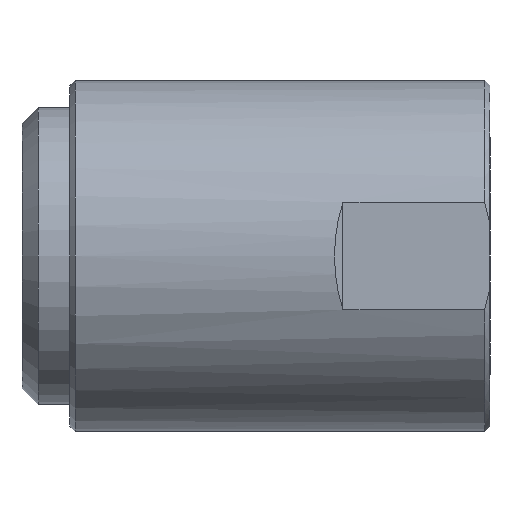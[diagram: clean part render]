
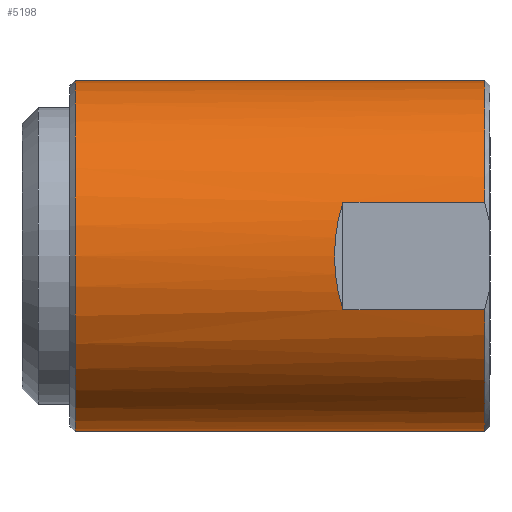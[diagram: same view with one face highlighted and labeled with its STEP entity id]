
A CAD part, front view. The second image highlights one B-rep face of the part: STEP entity #5198.
In plain terms, the highlighted cylindrical face has radius 16.67 mm (diameter 33.34 mm), a partial arc.
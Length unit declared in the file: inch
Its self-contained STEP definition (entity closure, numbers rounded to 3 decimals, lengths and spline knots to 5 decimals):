
#52 = VERTEX_POINT ( 'NONE', #8752 ) ;
#129 = VECTOR ( 'NONE', #2108, 39.37008 ) ;
#496 = CIRCLE ( 'NONE', #4299, 0.6563 ) ;
#515 = CARTESIAN_POINT ( 'NONE',  ( 0., 0., 0. ) ) ;
#528 = CARTESIAN_POINT ( 'NONE',  ( 1.2925, -0.6248, -0.20088 ) ) ;
#532 = CARTESIAN_POINT ( 'NONE',  ( -0.2385, 0., -0.6563 ) ) ;
#1338 = LINE ( 'NONE', #7713, #6149 ) ;
#1510 = CARTESIAN_POINT ( 'NONE',  ( 0.7625, -0.6248, 0.20088 ) ) ;
#1697 = CIRCLE ( 'NONE', #11607, 0.6563 ) ;
#1863 = LINE ( 'NONE', #2745, #3381 ) ;
#2108 = DIRECTION ( 'NONE',  ( -1., 0., 0. ) ) ;
#2260 = ORIENTED_EDGE ( 'NONE', *, *, #7251, .F. ) ;
#2281 = CARTESIAN_POINT ( 'NONE',  ( 0.7625, -0.6248, -0.20088 ) ) ;
#2386 = VERTEX_POINT ( 'NONE', #532 ) ;
#2745 = CARTESIAN_POINT ( 'NONE',  ( 0., 0., 0.6563 ) ) ;
#2770 = DIRECTION ( 'NONE',  ( -1., 0., 0. ) ) ;
#2997 = CARTESIAN_POINT ( 'NONE',  ( 0., 0., -0.6563 ) ) ;
#3316 = CYLINDRICAL_SURFACE ( 'NONE', #5227, 0.6563 ) ;
#3321 = DIRECTION ( 'NONE',  ( -1., 0., 0. ) ) ;
#3349 = CARTESIAN_POINT ( 'NONE',  ( 0.72015, -0.66715, -0.06917 ) ) ;
#3353 = DIRECTION ( 'NONE',  ( 1., 0., 0. ) ) ;
#3381 = VECTOR ( 'NONE', #4458, 39.37008 ) ;
#3385 = EDGE_CURVE ( 'NONE', #6385, #4157, #1338, .T. ) ;
#3439 = ORIENTED_EDGE ( 'NONE', *, *, #8377, .F. ) ;
#3517 = CARTESIAN_POINT ( 'NONE',  ( 1.2925, 0., -0.6563 ) ) ;
#3546 = DIRECTION ( 'NONE',  ( 0., 0., 1. ) ) ;
#4157 = VERTEX_POINT ( 'NONE', #528 ) ;
#4189 = CARTESIAN_POINT ( 'NONE',  ( 1.2925, -0.6248, 0.20088 ) ) ;
#4299 = AXIS2_PLACEMENT_3D ( 'NONE', #11227, #7349, #7521 ) ;
#4458 = DIRECTION ( 'NONE',  ( -1., 0., 0. ) ) ;
#4632 = ORIENTED_EDGE ( 'NONE', *, *, #5508, .F. ) ;
#4805 = ORIENTED_EDGE ( 'NONE', *, *, #6526, .T. ) ;
#4853 = DIRECTION ( 'NONE',  ( 0., 0., 1. ) ) ;
#4915 = DIRECTION ( 'NONE',  ( -1., 0., 0. ) ) ;
#4999 = EDGE_CURVE ( 'NONE', #11174, #11407, #1863, .T. ) ;
#5094 = DIRECTION ( 'NONE',  ( -1., 0., 0. ) ) ;
#5198 = ADVANCED_FACE ( 'NONE', ( #9642 ), #3316, .T. ) ;
#5227 = AXIS2_PLACEMENT_3D ( 'NONE', #515, #5094, #6952 ) ;
#5327 = ORIENTED_EDGE ( 'NONE', *, *, #8867, .F. ) ;
#5508 = EDGE_CURVE ( 'NONE', #7051, #52, #6405, .T. ) ;
#5680 = ORIENTED_EDGE ( 'NONE', *, *, #4999, .T. ) ;
#6043 = AXIS2_PLACEMENT_3D ( 'NONE', #10420, #4915, #4853 ) ;
#6149 = VECTOR ( 'NONE', #3353, 39.37008 ) ;
#6154 = CARTESIAN_POINT ( 'NONE',  ( -0.2385, 0., 0.6563 ) ) ;
#6333 = VERTEX_POINT ( 'NONE', #3517 ) ;
#6385 = VERTEX_POINT ( 'NONE', #8308 ) ;
#6405 = LINE ( 'NONE', #9039, #10310 ) ;
#6526 = EDGE_CURVE ( 'NONE', #7051, #11174, #496, .T. ) ;
#6827 =( BOUNDED_CURVE ( )  B_SPLINE_CURVE ( 3, ( #1510, #9732, #3349, #2281 ),
 .UNSPECIFIED., .F., .T. ) 
 B_SPLINE_CURVE_WITH_KNOTS ( ( 4, 4 ),
 ( 5.97211, 6.59426 ),
 .UNSPECIFIED. ) 
 CURVE ( )  GEOMETRIC_REPRESENTATION_ITEM ( )  RATIONAL_B_SPLINE_CURVE ( ( 1., 0.968, 0.968, 1. ) ) 
 REPRESENTATION_ITEM ( '' )  );
#6952 = DIRECTION ( 'NONE',  ( 0., 0., 1. ) ) ;
#7051 = VERTEX_POINT ( 'NONE', #4189 ) ;
#7074 = CARTESIAN_POINT ( 'NONE',  ( 1.2925, 0., 0. ) ) ;
#7251 = EDGE_CURVE ( 'NONE', #6333, #2386, #10213, .T. ) ;
#7349 = DIRECTION ( 'NONE',  ( -1., 0., 0. ) ) ;
#7521 = DIRECTION ( 'NONE',  ( 0., 0., 1. ) ) ;
#7713 = CARTESIAN_POINT ( 'NONE',  ( 0., -0.6248, -0.20088 ) ) ;
#8247 = ORIENTED_EDGE ( 'NONE', *, *, #11071, .T. ) ;
#8308 = CARTESIAN_POINT ( 'NONE',  ( 0.7625, -0.6248, -0.20088 ) ) ;
#8377 = EDGE_CURVE ( 'NONE', #52, #6385, #6827, .T. ) ;
#8752 = CARTESIAN_POINT ( 'NONE',  ( 0.7625, -0.6248, 0.20088 ) ) ;
#8762 = EDGE_LOOP ( 'NONE', ( #2260, #8247, #9554, #3439, #4632, #4805, #5680, #5327 ) ) ;
#8867 = EDGE_CURVE ( 'NONE', #2386, #11407, #8910, .T. ) ;
#8910 = CIRCLE ( 'NONE', #6043, 0.6563 ) ;
#9039 = CARTESIAN_POINT ( 'NONE',  ( 0., -0.6248, 0.20088 ) ) ;
#9554 = ORIENTED_EDGE ( 'NONE', *, *, #3385, .F. ) ;
#9642 = FACE_OUTER_BOUND ( 'NONE', #8762, .T. ) ;
#9732 = CARTESIAN_POINT ( 'NONE',  ( 0.72015, -0.66715, 0.06917 ) ) ;
#10173 = CARTESIAN_POINT ( 'NONE',  ( 1.2925, 0., 0.6563 ) ) ;
#10213 = LINE ( 'NONE', #2997, #129 ) ;
#10310 = VECTOR ( 'NONE', #2770, 39.37008 ) ;
#10420 = CARTESIAN_POINT ( 'NONE',  ( -0.2385, 0., 0. ) ) ;
#11071 = EDGE_CURVE ( 'NONE', #6333, #4157, #1697, .T. ) ;
#11174 = VERTEX_POINT ( 'NONE', #10173 ) ;
#11227 = CARTESIAN_POINT ( 'NONE',  ( 1.2925, 0., 0. ) ) ;
#11407 = VERTEX_POINT ( 'NONE', #6154 ) ;
#11607 = AXIS2_PLACEMENT_3D ( 'NONE', #7074, #3321, #3546 ) ;
